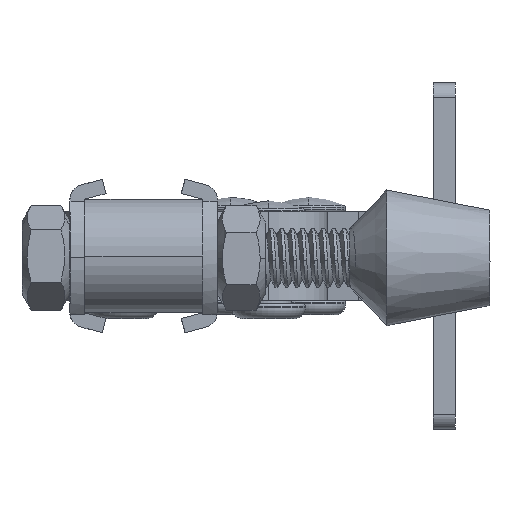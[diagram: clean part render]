
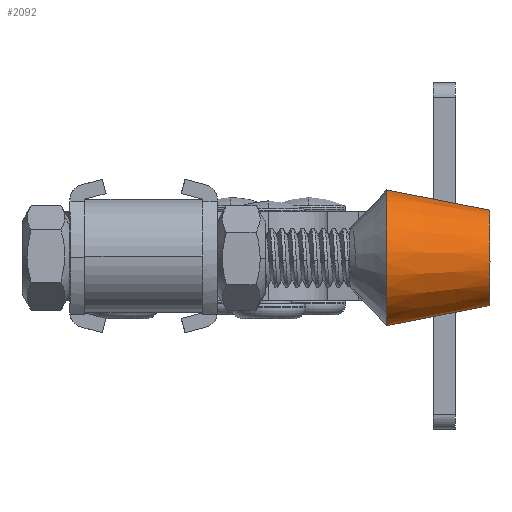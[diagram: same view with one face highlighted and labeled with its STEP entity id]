
A CAD part, left-side view. The second image highlights one B-rep face of the part: STEP entity #2092.
In plain terms, the highlighted conical face has half-angle 11.113 degrees and reference radius 9.25 mm.
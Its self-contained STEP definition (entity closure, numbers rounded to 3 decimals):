
#153 = VERTEX_POINT ( 'NONE', #20081 ) ;
#2092 = ADVANCED_FACE ( 'NONE', ( #6331 ), #4756, .T. ) ;
#3153 = CARTESIAN_POINT ( 'NONE',  ( 0., 6.5, -8.5 ) ) ;
#3212 = DIRECTION ( 'NONE',  ( 0., 0., 1. ) ) ;
#4260 = VERTEX_POINT ( 'NONE', #3153 ) ;
#4756 = CONICAL_SURFACE ( 'NONE', #7014, 9.25, 0.194 ) ;
#5834 = DIRECTION ( 'NONE',  ( 0., 0.193, 0.981 ) ) ;
#6331 = FACE_OUTER_BOUND ( 'NONE', #15338, .T. ) ;
#6855 = ORIENTED_EDGE ( 'NONE', *, *, #18197, .F. ) ;
#7014 = AXIS2_PLACEMENT_3D ( 'NONE', #27272, #24717, #11962 ) ;
#7895 = ORIENTED_EDGE ( 'NONE', *, *, #16439, .F. ) ;
#8425 = LINE ( 'NONE', #15042, #21186 ) ;
#10330 = DIRECTION ( 'NONE',  ( 0., 0., 1. ) ) ;
#11547 = VERTEX_POINT ( 'NONE', #23984 ) ;
#11749 = CIRCLE ( 'NONE', #20085, 9.25 ) ;
#11827 = EDGE_CURVE ( 'NONE', #153, #19892, #8425, .T. ) ;
#11962 = DIRECTION ( 'NONE',  ( 0., -1., 0. ) ) ;
#15042 = CARTESIAN_POINT ( 'NONE',  ( 0., -9.25, 5.5 ) ) ;
#15338 = EDGE_LOOP ( 'NONE', ( #6855, #27434, #18402, #7895 ) ) ;
#16265 = AXIS2_PLACEMENT_3D ( 'NONE', #18507, #3212, #21065 ) ;
#16439 = EDGE_CURVE ( 'NONE', #11547, #19892, #11749, .T. ) ;
#17593 = DIRECTION ( 'NONE',  ( 0., -0.193, 0.981 ) ) ;
#18197 = EDGE_CURVE ( 'NONE', #4260, #11547, #22911, .T. ) ;
#18402 = ORIENTED_EDGE ( 'NONE', *, *, #11827, .T. ) ;
#18507 = CARTESIAN_POINT ( 'NONE',  ( 0., 0., -8.5 ) ) ;
#18860 = EDGE_CURVE ( 'NONE', #4260, #153, #30436, .T. ) ;
#19892 = VERTEX_POINT ( 'NONE', #23589 ) ;
#20081 = CARTESIAN_POINT ( 'NONE',  ( 0., -6.5, -8.5 ) ) ;
#20085 = AXIS2_PLACEMENT_3D ( 'NONE', #25661, #10330, #28232 ) ;
#21065 = DIRECTION ( 'NONE',  ( 0., -1., 0. ) ) ;
#21186 = VECTOR ( 'NONE', #17593, 1000. ) ;
#21258 = VECTOR ( 'NONE', #5834, 1000. ) ;
#22911 = LINE ( 'NONE', #25980, #21258 ) ;
#23589 = CARTESIAN_POINT ( 'NONE',  ( 0., -9.25, 5.5 ) ) ;
#23984 = CARTESIAN_POINT ( 'NONE',  ( 0., 9.25, 5.5 ) ) ;
#24717 = DIRECTION ( 'NONE',  ( 0., 0., 1. ) ) ;
#25661 = CARTESIAN_POINT ( 'NONE',  ( 0., 0., 5.5 ) ) ;
#25980 = CARTESIAN_POINT ( 'NONE',  ( 0., 9.25, 5.5 ) ) ;
#27272 = CARTESIAN_POINT ( 'NONE',  ( 0., 0., 5.5 ) ) ;
#27434 = ORIENTED_EDGE ( 'NONE', *, *, #18860, .T. ) ;
#28232 = DIRECTION ( 'NONE',  ( 0., -1., 0. ) ) ;
#30436 = CIRCLE ( 'NONE', #16265, 6.5 ) ;
